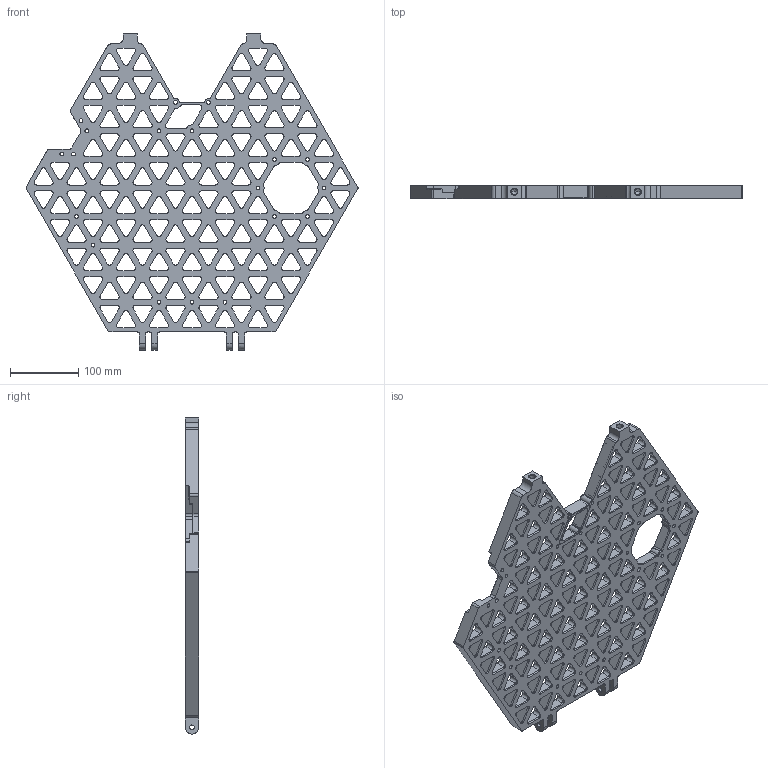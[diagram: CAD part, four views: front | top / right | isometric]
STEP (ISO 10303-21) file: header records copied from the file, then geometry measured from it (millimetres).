
FILE_DESCRIPTION(('FreeCAD Model'),'2;1');
FILE_NAME('Open CASCADE Shape Model','2025-04-27T01:54:59',('FreeCAD'),( 'FreeCAD'),'Open CASCADE STEP processor 7.6','FreeCAD','Unknown');
FILE_SCHEMA(('AUTOMOTIVE_DESIGN { 1 0 10303 214 1 1 1 1 }'));
Products named in the file (1): Open CASCADE STEP translator 7.6 1
Bounding box: 485.55 x 19.5 x 462.33 mm (x, y, z)
Volume: 605810.6 mm3; surface area: 501269.2 mm2
Topology: 1 solids, 1 shells, 2977 faces, 7629 edges, 4785 vertices
Faces by surface type: bspline 2977
Entity records: 84174 total; most frequent: CARTESIAN_POINT 41629, ORIENTED_EDGE 15250, EDGE_CURVE 7625, VERTEX_POINT 4785, B_SPLINE_CURVE_WITH_KNOTS 4062, FACE_BOUND 3424, EDGE_LOOP 3424, ADVANCED_FACE 2977
